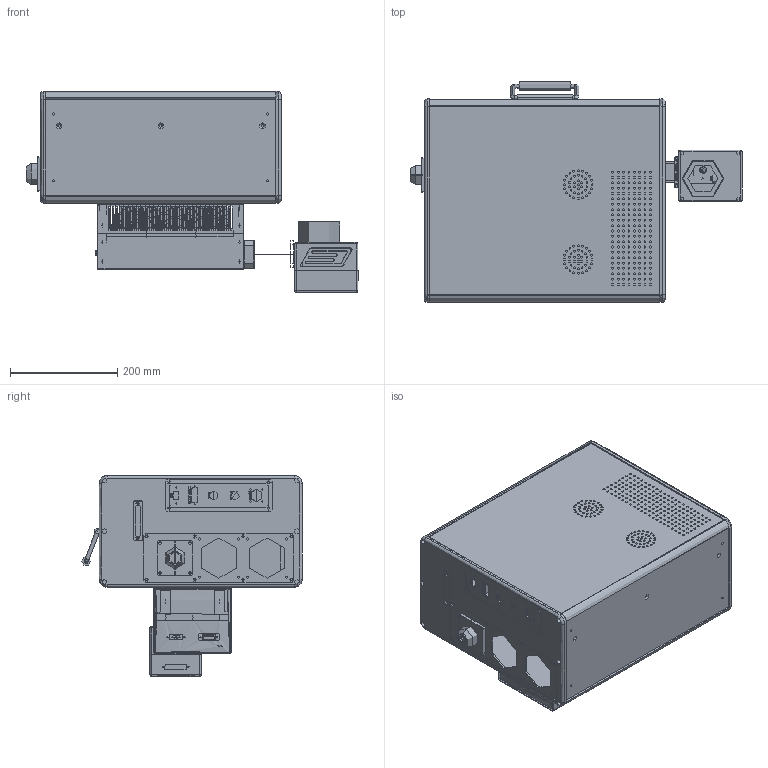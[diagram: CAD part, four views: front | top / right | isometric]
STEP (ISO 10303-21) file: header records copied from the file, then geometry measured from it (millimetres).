
FILE_DESCRIPTION (( 'STEP AP203' ), '1' );
FILE_NAME ('萇埭眊+3ASE瑞濮.STEP', '2026-01-21T07:12:29', ( '' ), ( '' ), 'SwSTEP 2.0', 'SolidWorks 2020', '' );
FILE_SCHEMA (( 'CONFIG_CONTROL_DESIGN' ));
Length unit declared in the file: millimetre
Products named in the file (4): 萇埭眊+3ASE瑞濮; RC7110淥噩; MHX-01-001萇埭眊; Lark-355-3ASE、5ASE（带扩束）.step
Assembly tree (3 placements, depth 2):
  萇埭眊+3ASE瑞濮
    MHX-01-001萇埭眊
    Lark-355-3ASE、5ASE（带扩束）.step
    RC7110淥噩
Bounding box: 620.5 x 412.51 x 376 mm (x, y, z)
Topology: 0 solids, 107 shells, 2752 faces, 9651 edges, 6890 vertices
Faces by surface type: cylinder 1540, plane 854, bspline 176, cone 168, sphere 8, torus 6
Entity records: 155575 total; most frequent: CARTESIAN_POINT 80267, ORIENTED_EDGE 15995, DIRECTION 12011, EDGE_CURVE 9510, VERTEX_POINT 6882, B_SPLINE_CURVE_WITH_KNOTS 4850, AXIS2_PLACEMENT_3D 4779, EDGE_LOOP 4149
